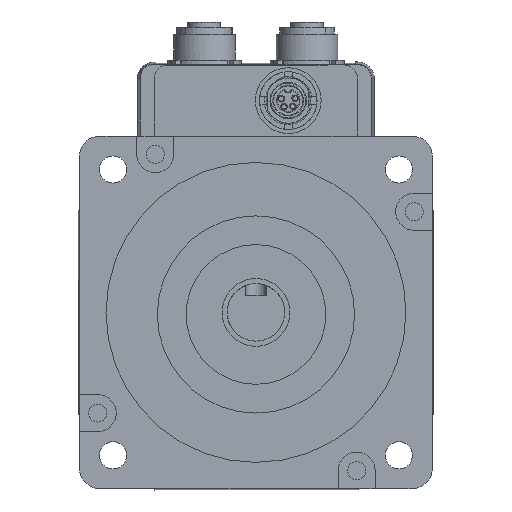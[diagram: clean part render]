
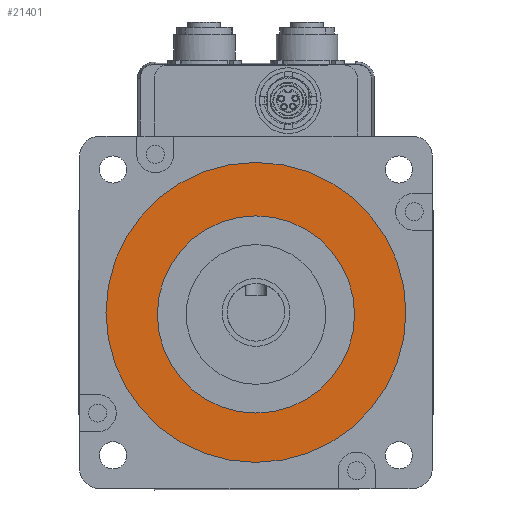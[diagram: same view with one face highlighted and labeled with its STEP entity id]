
A CAD part, front view. The second image highlights one B-rep face of the part: STEP entity #21401.
In plain terms, the highlighted planar face has unit normal (0, -1, 0).
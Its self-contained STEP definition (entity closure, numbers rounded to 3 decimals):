
#1621 = CIRCLE ( 'NONE', #11517, 24. ) ;
#2299 = CIRCLE ( 'NONE', #7264, 24. ) ;
#2409 = DIRECTION ( 'NONE',  ( 0., 0., -1. ) ) ;
#3468 = VERTEX_POINT ( 'NONE', #58303 ) ;
#5233 = CIRCLE ( 'NONE', #53525, 36.5 ) ;
#6490 = ORIENTED_EDGE ( 'NONE', *, *, #65892, .F. ) ;
#6905 = EDGE_LOOP ( 'NONE', ( #36640, #41157 ) ) ;
#7264 = AXIS2_PLACEMENT_3D ( 'NONE', #44949, #64904, #8950 ) ;
#8451 = DIRECTION ( 'NONE',  ( 0., 0., 1. ) ) ;
#8950 = DIRECTION ( 'NONE',  ( 0., 0., 1. ) ) ;
#10487 = DIRECTION ( 'NONE',  ( 0., 0., -1. ) ) ;
#10931 = DIRECTION ( 'NONE',  ( 0., 1., 0. ) ) ;
#11517 = AXIS2_PLACEMENT_3D ( 'NONE', #48884, #43804, #8451 ) ;
#12534 = EDGE_LOOP ( 'NONE', ( #6490, #18152 ) ) ;
#14840 = AXIS2_PLACEMENT_3D ( 'NONE', #20945, #40903, #20726 ) ;
#18152 = ORIENTED_EDGE ( 'NONE', *, *, #52198, .F. ) ;
#18738 = FACE_BOUND ( 'NONE', #12534, .T. ) ;
#20726 = DIRECTION ( 'NONE',  ( 0., 0., 1. ) ) ;
#20945 = CARTESIAN_POINT ( 'NONE',  ( 0., -2., 0. ) ) ;
#21401 = ADVANCED_FACE ( 'NONE', ( #18738, #45120 ), #26335, .F. ) ;
#23678 = VERTEX_POINT ( 'NONE', #24583 ) ;
#24583 = CARTESIAN_POINT ( 'NONE',  ( 0., -2., -36.5 ) ) ;
#26335 = PLANE ( 'NONE',  #14840 ) ;
#28659 = AXIS2_PLACEMENT_3D ( 'NONE', #57082, #10931, #10487 ) ;
#36640 = ORIENTED_EDGE ( 'NONE', *, *, #39101, .F. ) ;
#39101 = EDGE_CURVE ( 'NONE', #23678, #64823, #44325, .T. ) ;
#40903 = DIRECTION ( 'NONE',  ( 0., 1., 0. ) ) ;
#41157 = ORIENTED_EDGE ( 'NONE', *, *, #42769, .F. ) ;
#42769 = EDGE_CURVE ( 'NONE', #64823, #23678, #5233, .T. ) ;
#43804 = DIRECTION ( 'NONE',  ( 0., -1., 0. ) ) ;
#44325 = CIRCLE ( 'NONE', #28659, 36.5 ) ;
#44949 = CARTESIAN_POINT ( 'NONE',  ( 0., -2., -0.5 ) ) ;
#45120 = FACE_OUTER_BOUND ( 'NONE', #6905, .T. ) ;
#46739 = VERTEX_POINT ( 'NONE', #51137 ) ;
#48884 = CARTESIAN_POINT ( 'NONE',  ( 0., -2., -0.5 ) ) ;
#51137 = CARTESIAN_POINT ( 'NONE',  ( 0., -2., -24.5 ) ) ;
#52198 = EDGE_CURVE ( 'NONE', #46739, #3468, #1621, .T. ) ;
#53525 = AXIS2_PLACEMENT_3D ( 'NONE', #58237, #59787, #2409 ) ;
#57082 = CARTESIAN_POINT ( 'NONE',  ( 0., -2., 0. ) ) ;
#57956 = CARTESIAN_POINT ( 'NONE',  ( 0., -2., 36.5 ) ) ;
#58237 = CARTESIAN_POINT ( 'NONE',  ( 0., -2., 0. ) ) ;
#58303 = CARTESIAN_POINT ( 'NONE',  ( 0., -2., 23.5 ) ) ;
#59787 = DIRECTION ( 'NONE',  ( 0., 1., 0. ) ) ;
#64823 = VERTEX_POINT ( 'NONE', #57956 ) ;
#64904 = DIRECTION ( 'NONE',  ( 0., -1., 0. ) ) ;
#65892 = EDGE_CURVE ( 'NONE', #3468, #46739, #2299, .T. ) ;
